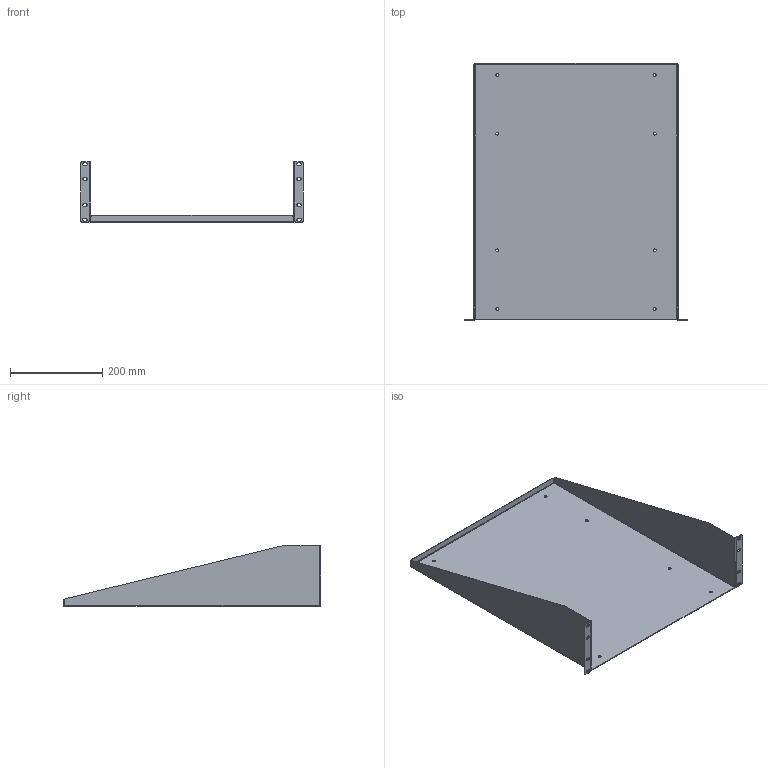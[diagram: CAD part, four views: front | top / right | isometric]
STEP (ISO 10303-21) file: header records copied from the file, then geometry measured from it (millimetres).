
FILE_DESCRIPTION (( 'STEP AP203' ), '1' );
FILE_NAME ('RASU190522BK1.step', '2020-11-12T16:20:56', ( 'ADC123' ), ( 'Microsoft' ), 'SwSTEP 2.0', 'SolidWorks 2019', '' );
FILE_SCHEMA (( 'CONFIG_CONTROL_DESIGN' ));
Length unit declared in the file: inch
Products named in the file (1): RASU190522BK1
Bounding box: 482.75 x 558.8 x 132.54 mm (x, y, z)
Volume: 634316.2 mm3; surface area: 698823.6 mm2
Topology: 1 solids, 1 shells, 104 faces, 282 edges, 176 vertices
Faces by surface type: plane 56, cylinder 44, bspline 4
Full cylindrical faces by diameter (mm): 6.35 x8
Entity records: 4536 total; most frequent: CARTESIAN_POINT 1938, ORIENTED_EDGE 548, DIRECTION 442, EDGE_CURVE 274, VERTEX_POINT 176, VECTOR 174, LINE 174, EDGE_LOOP 144
